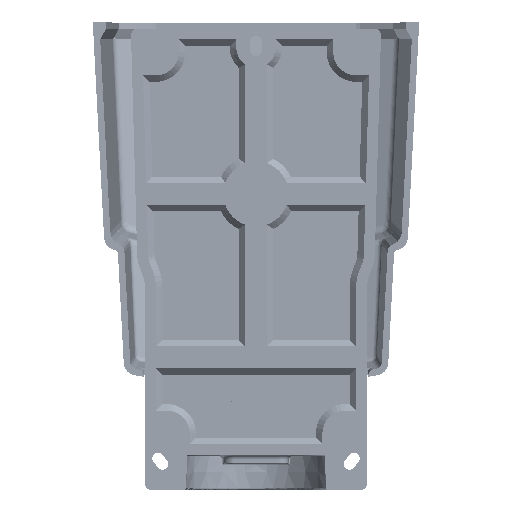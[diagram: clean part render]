
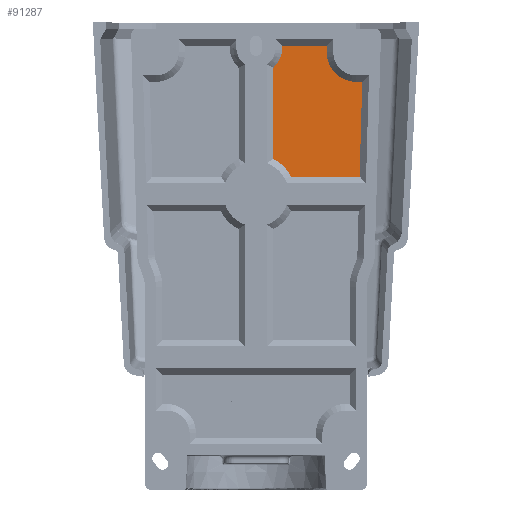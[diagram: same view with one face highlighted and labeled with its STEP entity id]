
A CAD part, front view. The second image highlights one B-rep face of the part: STEP entity #91287.
In plain terms, the highlighted planar face has unit normal (0, -1, 0).
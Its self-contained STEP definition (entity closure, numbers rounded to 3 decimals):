
#3081 = VERTEX_POINT ( 'NONE', #185089 ) ;
#6246 = VERTEX_POINT ( 'NONE', #90579 ) ;
#10234 = LINE ( 'NONE', #189913, #207918 ) ;
#10270 = EDGE_CURVE ( 'NONE', #70878, #30769, #56158, .T. ) ;
#10555 = DIRECTION ( 'NONE',  ( 0., 0., -1. ) ) ;
#11006 = VERTEX_POINT ( 'NONE', #120929 ) ;
#15372 = AXIS2_PLACEMENT_3D ( 'NONE', #184972, #76712, #203062 ) ;
#22019 = VECTOR ( 'NONE', #215705, 1000. ) ;
#27724 = LINE ( 'NONE', #144626, #22019 ) ;
#29930 = LINE ( 'NONE', #140559, #174002 ) ;
#30769 = VERTEX_POINT ( 'NONE', #88332 ) ;
#32389 = CARTESIAN_POINT ( 'NONE',  ( 51.329, 5.5, 140. ) ) ;
#33567 = EDGE_CURVE ( 'NONE', #222065, #6246, #29930, .T. ) ;
#34167 = CIRCLE ( 'NONE', #204503, 18. ) ;
#38039 = DIRECTION ( 'NONE',  ( 0.028, 0., 1. ) ) ;
#38157 = ORIENTED_EDGE ( 'NONE', *, *, #113309, .T. ) ;
#43359 = DIRECTION ( 'NONE',  ( 0., 0., -1. ) ) ;
#45212 = FACE_OUTER_BOUND ( 'NONE', #160767, .T. ) ;
#45840 = LINE ( 'NONE', #158360, #88199 ) ;
#53628 = VECTOR ( 'NONE', #43359, 1000. ) ;
#54486 = CARTESIAN_POINT ( 'NONE',  ( 0., 5.5, 132. ) ) ;
#54690 = LINE ( 'NONE', #164392, #102781 ) ;
#54927 = EDGE_CURVE ( 'NONE', #149456, #135577, #75457, .T. ) ;
#56158 = LINE ( 'NONE', #32389, #61856 ) ;
#61856 = VECTOR ( 'NONE', #86758, 1000. ) ;
#70878 = VERTEX_POINT ( 'NONE', #124641 ) ;
#72662 = DIRECTION ( 'NONE',  ( 0., 0., -1. ) ) ;
#75457 = CIRCLE ( 'NONE', #15372, 13.5 ) ;
#76712 = DIRECTION ( 'NONE',  ( 0., 1., 0. ) ) ;
#77720 = CARTESIAN_POINT ( 'NONE',  ( 12.099, 5.5, 200. ) ) ;
#86758 = DIRECTION ( 'NONE',  ( 1., 0., 0. ) ) ;
#86817 = EDGE_CURVE ( 'NONE', #135366, #222065, #45840, .T. ) ;
#88199 = VECTOR ( 'NONE', #205814, 1000. ) ;
#88332 = CARTESIAN_POINT ( 'NONE',  ( 47.59, 5.5, 140. ) ) ;
#90027 = CARTESIAN_POINT ( 'NONE',  ( 32.5, 5.5, 200. ) ) ;
#90579 = CARTESIAN_POINT ( 'NONE',  ( 11.971, 5.5, 198.163 ) ) ;
#91287 = ADVANCED_FACE ( 'NONE', ( #45212 ), #176400, .T. ) ;
#96168 = LINE ( 'NONE', #115203, #53628 ) ;
#99299 = ORIENTED_EDGE ( 'NONE', *, *, #33567, .T. ) ;
#99880 = DIRECTION ( 'NONE',  ( 0., 0., 1. ) ) ;
#102781 = VECTOR ( 'NONE', #38039, 1000. ) ;
#103740 = CARTESIAN_POINT ( 'NONE',  ( 51.329, 5.5, 202. ) ) ;
#104511 = DIRECTION ( 'NONE',  ( 0., 0., -1. ) ) ;
#109962 = VERTEX_POINT ( 'NONE', #131578 ) ;
#110609 = ORIENTED_EDGE ( 'NONE', *, *, #201397, .T. ) ;
#113126 = AXIS2_PLACEMENT_3D ( 'NONE', #226729, #118644, #10555 ) ;
#113309 = EDGE_CURVE ( 'NONE', #6246, #11006, #131424, .T. ) ;
#115203 = CARTESIAN_POINT ( 'NONE',  ( 8., 5.5, 202. ) ) ;
#115962 = CARTESIAN_POINT ( 'NONE',  ( 32.5, 5.5, 197. ) ) ;
#118644 = DIRECTION ( 'NONE',  ( 0., 1., 0. ) ) ;
#120929 = CARTESIAN_POINT ( 'NONE',  ( 8., 5.5, 190.056 ) ) ;
#124641 = CARTESIAN_POINT ( 'NONE',  ( 16.125, 5.5, 140. ) ) ;
#127862 = ORIENTED_EDGE ( 'NONE', *, *, #226653, .T. ) ;
#129759 = CARTESIAN_POINT ( 'NONE',  ( 46., 5.5, 183.5 ) ) ;
#131424 = CIRCLE ( 'NONE', #113126, 12. ) ;
#131578 = CARTESIAN_POINT ( 'NONE',  ( 48.81, 5.5, 183.5 ) ) ;
#135366 = VERTEX_POINT ( 'NONE', #90027 ) ;
#135577 = VERTEX_POINT ( 'NONE', #115962 ) ;
#140559 = CARTESIAN_POINT ( 'NONE',  ( 12.429, 5.5, 204.72 ) ) ;
#144626 = CARTESIAN_POINT ( 'NONE',  ( 46., 5.5, 183.5 ) ) ;
#149456 = VERTEX_POINT ( 'NONE', #129759 ) ;
#158360 = CARTESIAN_POINT ( 'NONE',  ( 51.329, 5.5, 200. ) ) ;
#160767 = EDGE_LOOP ( 'NONE', ( #216557, #229612, #188565, #110609, #230584, #99299, #38157, #180216, #127862, #178459 ) ) ;
#161073 = DIRECTION ( 'NONE',  ( -0.07, 0., -0.998 ) ) ;
#163673 = AXIS2_PLACEMENT_3D ( 'NONE', #103740, #212635, #104511 ) ;
#164392 = CARTESIAN_POINT ( 'NONE',  ( 49.33, 5.5, 202.056 ) ) ;
#174002 = VECTOR ( 'NONE', #161073, 1000. ) ;
#176400 = PLANE ( 'NONE',  #163673 ) ;
#178459 = ORIENTED_EDGE ( 'NONE', *, *, #10270, .T. ) ;
#180216 = ORIENTED_EDGE ( 'NONE', *, *, #227059, .T. ) ;
#180898 = DIRECTION ( 'NONE',  ( 0., 1., 0. ) ) ;
#184972 = CARTESIAN_POINT ( 'NONE',  ( 46., 5.5, 197. ) ) ;
#185089 = CARTESIAN_POINT ( 'NONE',  ( 8., 5.5, 148.124 ) ) ;
#188565 = ORIENTED_EDGE ( 'NONE', *, *, #54927, .T. ) ;
#189913 = CARTESIAN_POINT ( 'NONE',  ( 32.5, 5.5, 200. ) ) ;
#199509 = EDGE_CURVE ( 'NONE', #30769, #109962, #54690, .T. ) ;
#201397 = EDGE_CURVE ( 'NONE', #135577, #135366, #10234, .T. ) ;
#203062 = DIRECTION ( 'NONE',  ( 0., 0., -1. ) ) ;
#204503 = AXIS2_PLACEMENT_3D ( 'NONE', #54486, #180898, #72662 ) ;
#205814 = DIRECTION ( 'NONE',  ( -1., 0., 0. ) ) ;
#207918 = VECTOR ( 'NONE', #99880, 1000. ) ;
#212604 = EDGE_CURVE ( 'NONE', #109962, #149456, #27724, .T. ) ;
#212635 = DIRECTION ( 'NONE',  ( 0., -1., 0. ) ) ;
#215705 = DIRECTION ( 'NONE',  ( -1., 0., 0. ) ) ;
#216557 = ORIENTED_EDGE ( 'NONE', *, *, #199509, .T. ) ;
#222065 = VERTEX_POINT ( 'NONE', #77720 ) ;
#226653 = EDGE_CURVE ( 'NONE', #3081, #70878, #34167, .T. ) ;
#226729 = CARTESIAN_POINT ( 'NONE',  ( 0., 5.5, 199. ) ) ;
#227059 = EDGE_CURVE ( 'NONE', #11006, #3081, #96168, .T. ) ;
#229612 = ORIENTED_EDGE ( 'NONE', *, *, #212604, .T. ) ;
#230584 = ORIENTED_EDGE ( 'NONE', *, *, #86817, .T. ) ;
